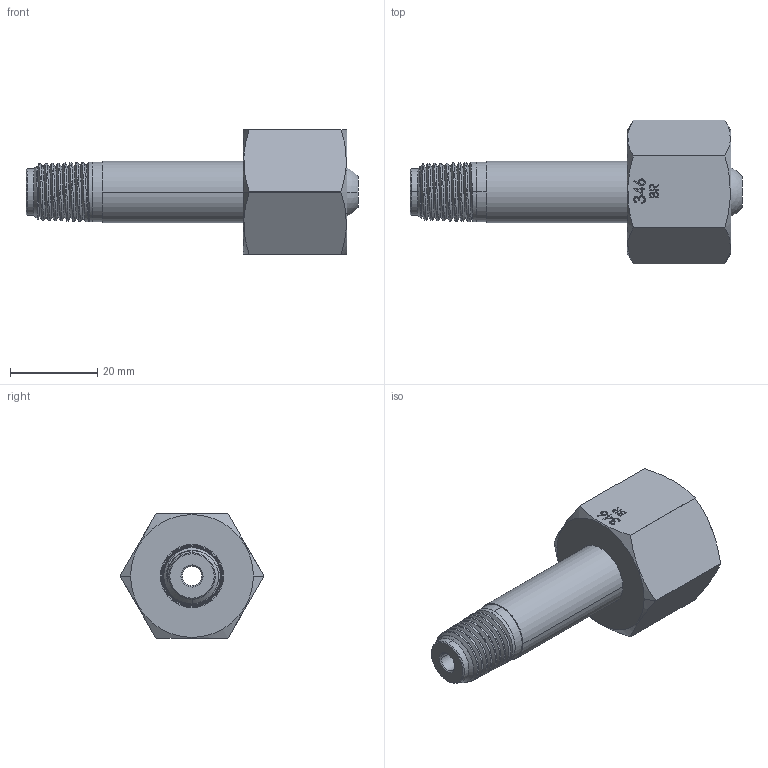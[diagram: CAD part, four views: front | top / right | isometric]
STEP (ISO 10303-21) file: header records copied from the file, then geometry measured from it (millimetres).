
FILE_DESCRIPTION (( 'STEP AP203' ), '1' );
FILE_NAME ('INL-346CH-4M-48.STEP', '2025-08-29T19:18:27', ( '' ), ( '' ), 'SwSTEP 2.0', 'SolidWorks 2018', '' );
FILE_SCHEMA (( 'CONFIG_CONTROL_DESIGN' ));
Length unit declared in the file: inch
Products named in the file (3): INL-346CH-4M-48; PRT-000455; PRT-003700
Assembly tree (2 placements, depth 2):
  INL-346CH-4M-48
    PRT-000455
    PRT-003700
Bounding box: 76.2 x 32.99 x 28.57 mm (x, y, z)
Volume: 20355.3 mm3; surface area: 10174.6 mm2
Topology: 2 solids, 2 shells, 124 faces, 378 edges, 270 vertices
Faces by surface type: cylinder 41, cone 38, plane 31, torus 6, bspline 6, sphere 2
Entity records: 13122 total; most frequent: CARTESIAN_POINT 9598, ORIENTED_EDGE 748, DIRECTION 572, EDGE_CURVE 374, VERTEX_POINT 268, AXIS2_PLACEMENT_3D 219, B_SPLINE_CURVE_WITH_KNOTS 144, EDGE_LOOP 142
